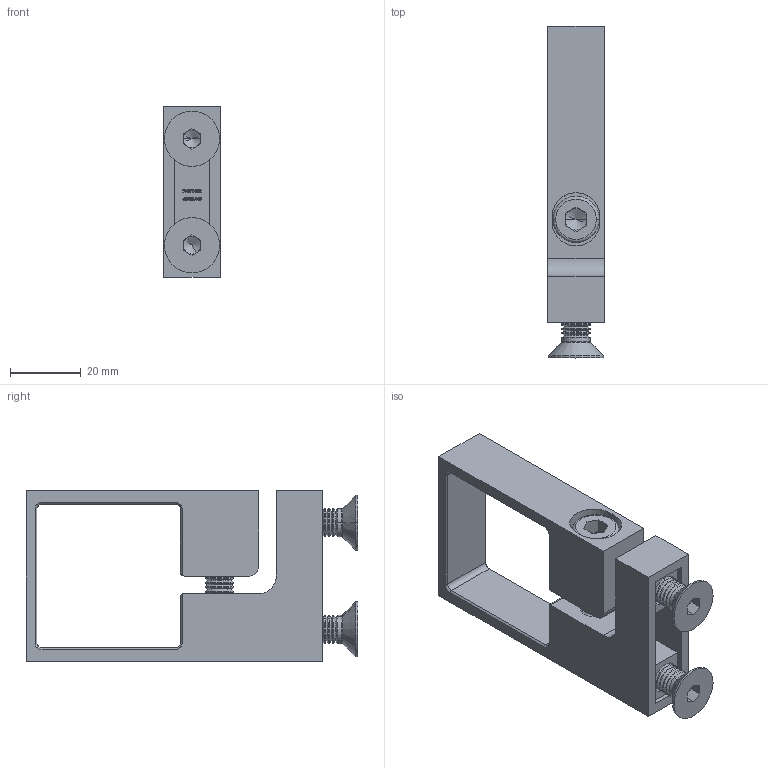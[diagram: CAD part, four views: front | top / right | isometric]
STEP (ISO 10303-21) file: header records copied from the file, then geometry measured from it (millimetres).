
FILE_DESCRIPTION (( 'STEP AP203' ), '1' );
FILE_NAME ('60208-240.step', '2019-05-03T08:22:22', ( '' ), ( '' ), 'SwSTEP 2.0', 'SolidWorks 2015', '' );
FILE_SCHEMA (( 'CONFIG_CONTROL_DESIGN' ));
Length unit declared in the file: millimetre
Products named in the file (4): socket head cap screw_din_DIN 912 M8 x 30 --- 30S; socket countersunk head screw_din_DIN 7991 - M8 x 20 --- 20S; 60208-240; 6020X-240 Teil1 Konfig_60208-240 Teil1
Assembly tree (4 placements, depth 2):
  60208-240
    6020X-240 Teil1 Konfig_60208-240 Teil1
    socket head cap screw_din_DIN 912 M8 x 30 --- 30S
    socket countersunk head screw_din_DIN 7991 - M8 x 20 --- 20S  x2
Bounding box: 16 x 93.5 x 48 mm (x, y, z)
Volume: 31818.8 mm3; surface area: 18519 mm2
Topology: 4 solids, 4 shells, 637 faces, 1639 edges, 1035 vertices
Faces by surface type: cone 206, plane 194, cylinder 116, bspline 113, torus 8
Entity records: 23527 total; most frequent: CARTESIAN_POINT 10282, ORIENTED_EDGE 2798, DIRECTION 2461, EDGE_CURVE 1399, VERTEX_POINT 894, AXIS2_PLACEMENT_3D 853, VECTOR 755, LINE 755
